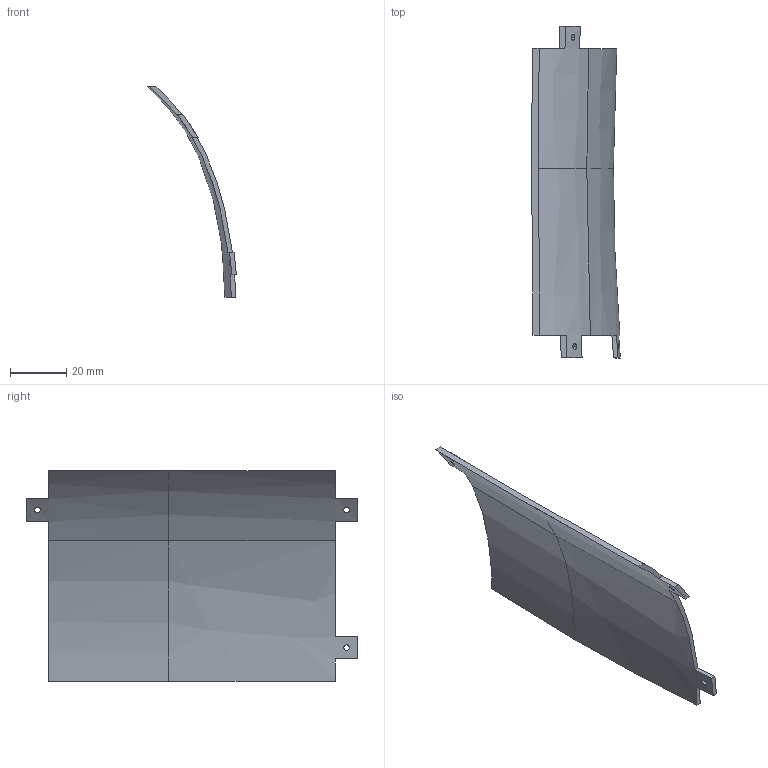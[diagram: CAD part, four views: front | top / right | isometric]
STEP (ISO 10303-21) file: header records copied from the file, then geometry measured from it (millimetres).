
FILE_DESCRIPTION (( 'STEP AP203' ), '1' );
FILE_NAME ('back batter_Default_sldprt.STEP', '2018-02-02T07:11:43', ( '' ), ( '' ), 'SwSTEP 2.0', 'SolidWorks 2014', '' );
FILE_SCHEMA (( 'CONFIG_CONTROL_DESIGN' ));
Length unit declared in the file: millimetre
Products named in the file (1): back batter_Default_sldprt
Bounding box: 31.58 x 118 x 75 mm (x, y, z)
Volume: 13769.4 mm3; surface area: 18009.6 mm2
Topology: 1 solids, 1 shells, 30 faces, 82 edges, 54 vertices
Faces by surface type: plane 16, bspline 8, cylinder 6
Entity records: 2037 total; most frequent: CARTESIAN_POINT 1329, ORIENTED_EDGE 164, EDGE_CURVE 82, DIRECTION 68, B_SPLINE_CURVE_WITH_KNOTS 60, VERTEX_POINT 54, EDGE_LOOP 36, ADVANCED_FACE 30
